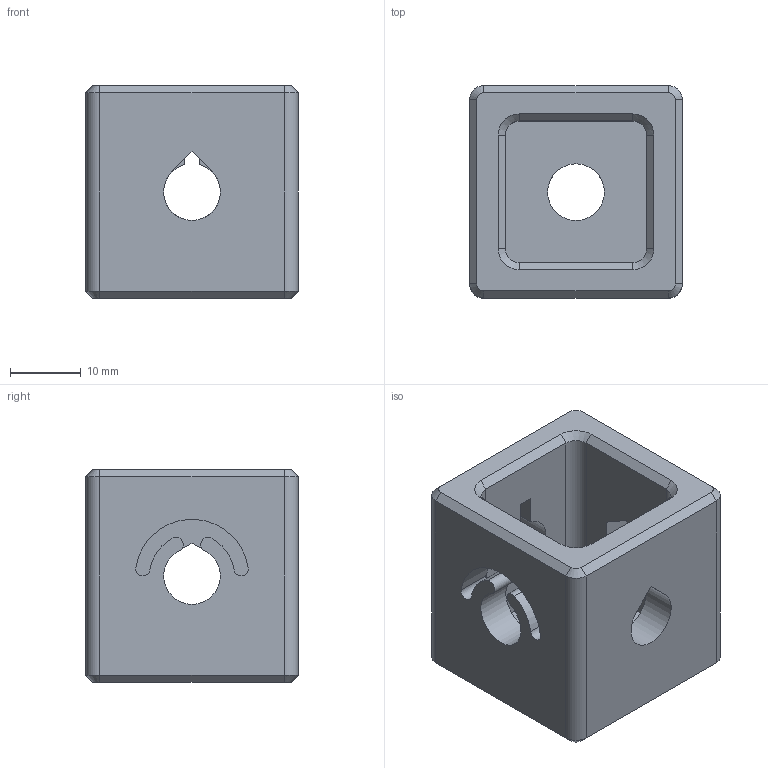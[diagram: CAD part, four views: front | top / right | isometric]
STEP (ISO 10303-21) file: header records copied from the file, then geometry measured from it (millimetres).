
FILE_DESCRIPTION(/* description */ (''),/* implementation_level */ '2;1');
FILE_NAME(/* name */ 'Hole Examples.step',/* time_stamp */ '2025-12-06T20:51:59-06:00',/* author */ (''),/* organization */ (''),/* preprocessor_version */ 'ST-DEVELOPER v20.1',/* originating_system */ 'Autodesk Translation Framework v14.21.0.0',/* authorisation */ '');
FILE_SCHEMA (('AUTOMOTIVE_DESIGN { 1 0 10303 214 3 1 1 }'));
Length unit declared in the file: millimetre
Products named in the file (1): (Unsaved)
Bounding box: 30 x 30 x 30 mm (x, y, z)
Volume: 15205 mm3; surface area: 7317.9 mm2
Topology: 1 solids, 1 shells, 69 faces, 174 edges, 108 vertices
Faces by surface type: plane 37, cylinder 20, cone 12
Full cylindrical faces by diameter (mm): 8 x1
Entity records: 2101 total; most frequent: DIRECTION 366, CARTESIAN_POINT 352, ORIENTED_EDGE 348, EDGE_CURVE 174, LINE 122, VECTOR 122, AXIS2_PLACEMENT_3D 122, VERTEX_POINT 108
